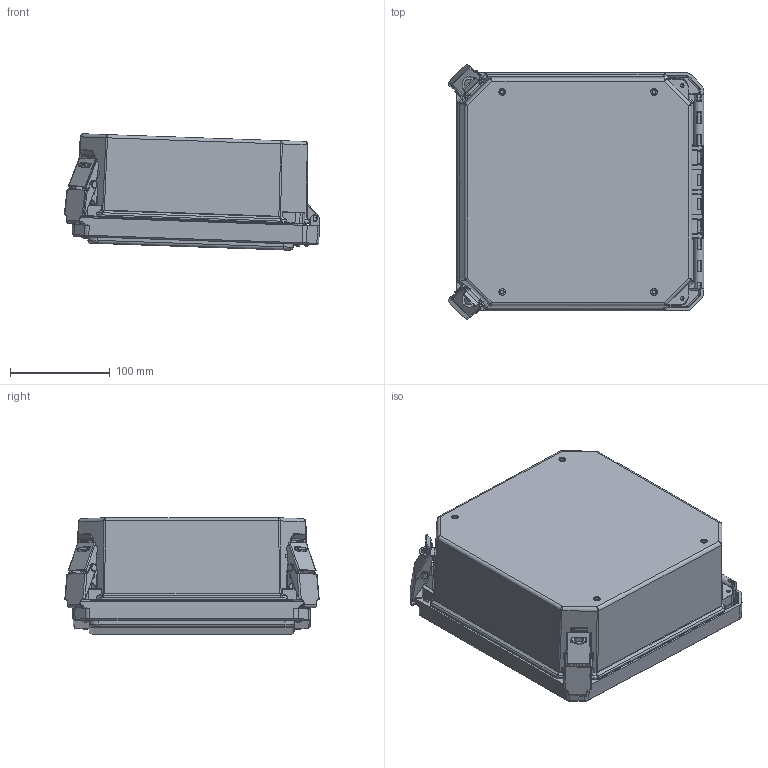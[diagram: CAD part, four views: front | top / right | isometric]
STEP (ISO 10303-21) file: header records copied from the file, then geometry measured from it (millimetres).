
FILE_DESCRIPTION (( 'STEP AP214' ), '1' );
FILE_NAME ('FR80804HPL.STEP', '2021-10-07T14:39:48', ( '' ), ( '' ), 'SwSTEP 2.0', 'SolidWorks 2021', '' );
FILE_SCHEMA (( 'AUTOMOTIVE_DESIGN' ));
Length unit declared in the file: inch
Products named in the file (1): FR80804HPL
Bounding box: 256.32 x 255.14 x 116.77 mm (x, y, z)
Volume: 852459.4 mm3; surface area: 474900.2 mm2
Topology: 29 solids, 29 shells, 2328 faces, 5785 edges, 3466 vertices
Faces by surface type: cylinder 990, plane 743, bspline 356, torus 156, cone 59, sphere 24
Entity records: 93772 total; most frequent: CARTESIAN_POINT 42550, ORIENTED_EDGE 11416, DIRECTION 9221, EDGE_CURVE 5708, VERTEX_POINT 3463, AXIS2_PLACEMENT_3D 3250, VECTOR 2721, LINE 2721
